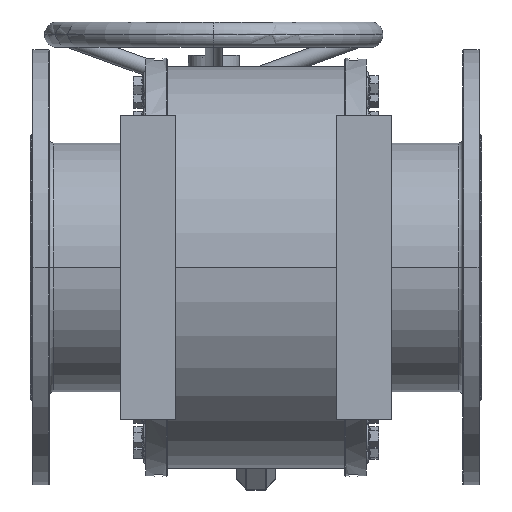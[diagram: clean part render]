
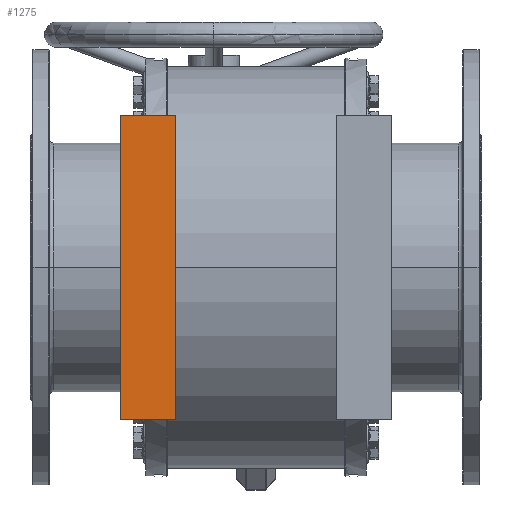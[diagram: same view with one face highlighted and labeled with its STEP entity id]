
A CAD part, front view. The second image highlights one B-rep face of the part: STEP entity #1275.
In plain terms, the highlighted planar face has unit normal (0, -1, 0).
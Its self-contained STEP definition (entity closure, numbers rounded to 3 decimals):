
#814 = ORIENTED_EDGE ( 'NONE', *, *, #12322, .T. ) ;
#1275 = ADVANCED_FACE ( 'NONE', ( #20597 ), #20339, .F. ) ;
#3503 = CARTESIAN_POINT ( 'NONE',  ( -95., -361., -180. ) ) ;
#3642 = DIRECTION ( 'NONE',  ( 0., 0., 1. ) ) ;
#3644 = DIRECTION ( 'NONE',  ( 0., 0., 1. ) ) ;
#4301 = DIRECTION ( 'NONE',  ( 1., 0., 0. ) ) ;
#4614 = ORIENTED_EDGE ( 'NONE', *, *, #23005, .F. ) ;
#4914 = EDGE_CURVE ( 'NONE', #23096, #9355, #19660, .T. ) ;
#5218 = CARTESIAN_POINT ( 'NONE',  ( -130., -361., 180. ) ) ;
#5810 = CARTESIAN_POINT ( 'NONE',  ( -160., -361., -180. ) ) ;
#5862 = VERTEX_POINT ( 'NONE', #24818 ) ;
#6675 = CARTESIAN_POINT ( 'NONE',  ( -160., -361., 180. ) ) ;
#7335 = EDGE_LOOP ( 'NONE', ( #7435, #814, #4614, #25418 ) ) ;
#7435 = ORIENTED_EDGE ( 'NONE', *, *, #14133, .T. ) ;
#7941 = CARTESIAN_POINT ( 'NONE',  ( -160., -361., -180. ) ) ;
#7944 = LINE ( 'NONE', #3503, #18230 ) ;
#8128 = DIRECTION ( 'NONE',  ( 0., 0., 1. ) ) ;
#9355 = VERTEX_POINT ( 'NONE', #6675 ) ;
#10307 = CARTESIAN_POINT ( 'NONE',  ( -95., -361., -180. ) ) ;
#12322 = EDGE_CURVE ( 'NONE', #22008, #5862, #7944, .T. ) ;
#14133 = EDGE_CURVE ( 'NONE', #23096, #22008, #16462, .T. ) ;
#15871 = DIRECTION ( 'NONE',  ( 1., 0., 0. ) ) ;
#16462 = LINE ( 'NONE', #18934, #25914 ) ;
#17539 = VECTOR ( 'NONE', #15871, 1000. ) ;
#17946 = LINE ( 'NONE', #5218, #17539 ) ;
#18230 = VECTOR ( 'NONE', #3642, 1000. ) ;
#18693 = DIRECTION ( 'NONE',  ( 0., 1., 0. ) ) ;
#18934 = CARTESIAN_POINT ( 'NONE',  ( -130., -361., -180. ) ) ;
#19660 = LINE ( 'NONE', #5810, #26856 ) ;
#20339 = PLANE ( 'NONE',  #22714 ) ;
#20597 = FACE_OUTER_BOUND ( 'NONE', #7335, .T. ) ;
#22008 = VERTEX_POINT ( 'NONE', #10307 ) ;
#22714 = AXIS2_PLACEMENT_3D ( 'NONE', #26755, #18693, #3644 ) ;
#23005 = EDGE_CURVE ( 'NONE', #9355, #5862, #17946, .T. ) ;
#23096 = VERTEX_POINT ( 'NONE', #7941 ) ;
#24818 = CARTESIAN_POINT ( 'NONE',  ( -95., -361., 180. ) ) ;
#25418 = ORIENTED_EDGE ( 'NONE', *, *, #4914, .F. ) ;
#25914 = VECTOR ( 'NONE', #4301, 1000. ) ;
#26755 = CARTESIAN_POINT ( 'NONE',  ( -130., -361., 0. ) ) ;
#26856 = VECTOR ( 'NONE', #8128, 1000. ) ;
